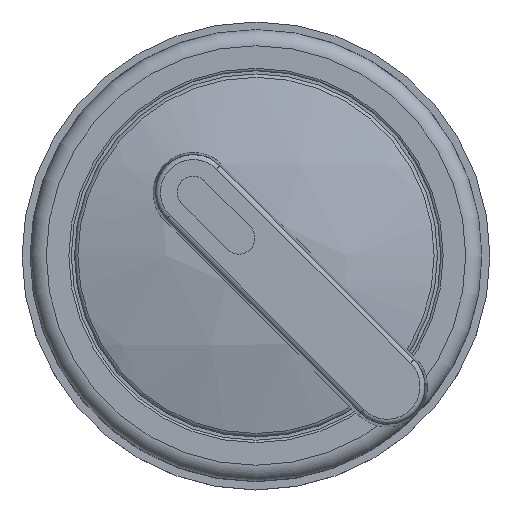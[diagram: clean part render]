
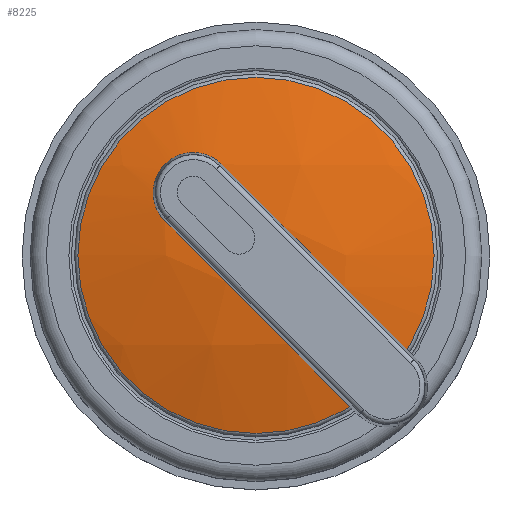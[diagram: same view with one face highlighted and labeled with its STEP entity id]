
A CAD part, top view. The second image highlights one B-rep face of the part: STEP entity #8225.
In plain terms, the highlighted spherical face has radius 37.5 mm.
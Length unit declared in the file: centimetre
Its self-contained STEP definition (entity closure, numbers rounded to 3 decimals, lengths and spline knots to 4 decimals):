
#37=SPHERICAL_SURFACE('',#8942,3.75);
#184=FACE_BOUND('',#1044,.T.);
#527=FACE_OUTER_BOUND('',#1043,.T.);
#1043=EDGE_LOOP('',(#6116,#6117));
#1044=EDGE_LOOP('',(#6118,#6119,#6120,#6121));
#2650=CIRCLE('',#8935,3.7369);
#2651=CIRCLE('',#8939,3.7369);
#2652=CIRCLE('',#8941,1.0837);
#2653=CIRCLE('',#8943,1.1038);
#2654=CIRCLE('',#8944,1.1038);
#3057=B_SPLINE_CURVE_WITH_KNOTS('',3,(#14846,#14847,#14848,#14849,#14850,
#14851,#14852,#14853,#14854,#14855,#14856,#14857,#14858,#14859,#14860,#14861,
#14862,#14863),.UNSPECIFIED.,.F.,.F.,(4,2,2,2,2,2,2,2,4),(0.,
0.0946,0.1893,0.2829,0.3765,
0.4701,0.5637,0.6584,0.753),
 .UNSPECIFIED.);
#3600=VERTEX_POINT('',#14837);
#3601=VERTEX_POINT('',#14839);
#3602=VERTEX_POINT('',#14844);
#3603=VERTEX_POINT('',#14865);
#3604=VERTEX_POINT('',#14871);
#3605=VERTEX_POINT('',#14872);
#4551=EDGE_CURVE('',#3601,#3600,#2650,.T.);
#4554=EDGE_CURVE('',#3600,#3602,#3057,.T.);
#4556=EDGE_CURVE('',#3602,#3603,#2651,.T.);
#4557=EDGE_CURVE('',#3603,#3601,#2652,.T.);
#4558=EDGE_CURVE('',#3604,#3605,#2653,.T.);
#4559=EDGE_CURVE('',#3605,#3604,#2654,.T.);
#6116=ORIENTED_EDGE('',*,*,#4558,.F.);
#6117=ORIENTED_EDGE('',*,*,#4559,.F.);
#6118=ORIENTED_EDGE('',*,*,#4551,.T.);
#6119=ORIENTED_EDGE('',*,*,#4554,.T.);
#6120=ORIENTED_EDGE('',*,*,#4556,.T.);
#6121=ORIENTED_EDGE('',*,*,#4557,.T.);
#8225=ADVANCED_FACE('',(#527,#184),#37,.T.);
#8935=AXIS2_PLACEMENT_3D('',#14840,#10225,#10226);
#8939=AXIS2_PLACEMENT_3D('',#14867,#10236,#10237);
#8941=AXIS2_PLACEMENT_3D('',#14869,#10240,#10241);
#8942=AXIS2_PLACEMENT_3D('',#14870,#10242,#10243);
#8943=AXIS2_PLACEMENT_3D('',#14873,#10244,#10245);
#8944=AXIS2_PLACEMENT_3D('',#14874,#10246,#10247);
#10225=DIRECTION('center_axis',(-0.707,-0.707,0.017));
#10226=DIRECTION('ref_axis',(0.,0.025,1.));
#10236=DIRECTION('center_axis',(0.707,0.707,0.017));
#10237=DIRECTION('ref_axis',(0.,0.025,-1.));
#10240=DIRECTION('center_axis',(0.,0.,
-1.));
#10241=DIRECTION('ref_axis',(0.,-1.,0.));
#10242=DIRECTION('center_axis',(0.,-1.,0.));
#10243=DIRECTION('ref_axis',(1.,0.,0.));
#10244=DIRECTION('center_axis',(0.,0.,
-1.));
#10245=DIRECTION('ref_axis',(1.,0.,0.));
#10246=DIRECTION('center_axis',(0.,0.,
-1.));
#10247=DIRECTION('ref_axis',(1.,0.,0.));
#14837=CARTESIAN_POINT('',(-0.5643,0.2135,1.5361));
#14839=CARTESIAN_POINT('',(0.5688,-0.9224,1.425));
#14840=CARTESIAN_POINT('Origin',(-0.221,-0.221,
-2.1595));
#14844=CARTESIAN_POINT('',(-0.2135,0.5643,1.5361));
#14846=CARTESIAN_POINT('Ctrl Pts',(-0.5643,0.2135,
1.5361));
#14847=CARTESIAN_POINT('Ctrl Pts',(-0.5864,0.2355,
1.5315));
#14848=CARTESIAN_POINT('Ctrl Pts',(-0.6056,0.2634,
1.5265));
#14849=CARTESIAN_POINT('Ctrl Pts',(-0.6311,0.3247,
1.5174));
#14850=CARTESIAN_POINT('Ctrl Pts',(-0.6374,0.3581,
1.5132));
#14851=CARTESIAN_POINT('Ctrl Pts',(-0.6374,0.4205,
1.5066));
#14852=CARTESIAN_POINT('Ctrl Pts',(-0.6312,0.4537,
1.5037));
#14853=CARTESIAN_POINT('Ctrl Pts',(-0.6059,0.5148,
1.4999));
#14854=CARTESIAN_POINT('Ctrl Pts',(-0.5868,0.5427,
1.499));
#14855=CARTESIAN_POINT('Ctrl Pts',(-0.5427,0.5868,
1.499));
#14856=CARTESIAN_POINT('Ctrl Pts',(-0.5148,0.6059,
1.4999));
#14857=CARTESIAN_POINT('Ctrl Pts',(-0.4537,0.6312,
1.5037));
#14858=CARTESIAN_POINT('Ctrl Pts',(-0.4205,0.6374,
1.5066));
#14859=CARTESIAN_POINT('Ctrl Pts',(-0.3581,0.6374,
1.5132));
#14860=CARTESIAN_POINT('Ctrl Pts',(-0.3247,0.6311,
1.5174));
#14861=CARTESIAN_POINT('Ctrl Pts',(-0.2634,0.6056,
1.5265));
#14862=CARTESIAN_POINT('Ctrl Pts',(-0.2355,0.5864,
1.5315));
#14863=CARTESIAN_POINT('Ctrl Pts',(-0.2135,0.5643,
1.5361));
#14865=CARTESIAN_POINT('',(0.9224,-0.5688,1.425));
#14867=CARTESIAN_POINT('Origin',(0.221,0.221,-2.1595));
#14869=CARTESIAN_POINT('Origin',(0.,0.,
1.425));
#14870=CARTESIAN_POINT('Origin',(0.,0.,
-2.165));
#14871=CARTESIAN_POINT('',(1.1038,0.,1.4189));
#14872=CARTESIAN_POINT('',(0.,-1.1038,1.4189));
#14873=CARTESIAN_POINT('Origin',(0.,0.,
1.4189));
#14874=CARTESIAN_POINT('Origin',(0.,0.,
1.4189));
